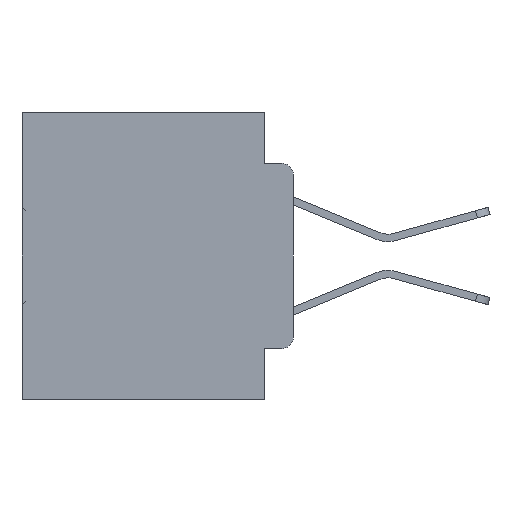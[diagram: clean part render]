
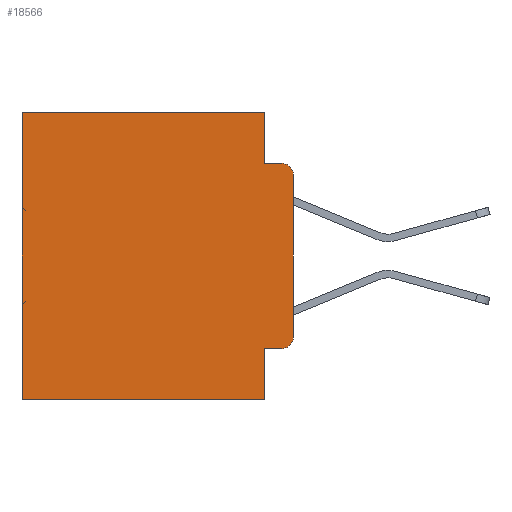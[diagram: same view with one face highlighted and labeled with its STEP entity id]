
A CAD part, left-side view. The second image highlights one B-rep face of the part: STEP entity #18566.
In plain terms, the highlighted planar face has unit normal (-1, 0, 0).
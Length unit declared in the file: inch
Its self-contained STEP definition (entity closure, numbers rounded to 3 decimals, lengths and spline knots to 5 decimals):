
#75 = CARTESIAN_POINT ( 'NONE',  ( 0.298, 0.051, -0.5 ) ) ;
#92 = ORIENTED_EDGE ( 'NONE', *, *, #8933, .T. ) ;
#149 = EDGE_CURVE ( 'NONE', #33867, #489, #27454, .T. ) ;
#218 = CARTESIAN_POINT ( 'NONE',  ( 0.298, 0.473, -0.5 ) ) ;
#489 = VERTEX_POINT ( 'NONE', #218 ) ;
#558 = ORIENTED_EDGE ( 'NONE', *, *, #29743, .F. ) ;
#1349 = EDGE_CURVE ( 'NONE', #7440, #489, #27802, .T. ) ;
#1807 = DIRECTION ( 'NONE',  ( 0., 1., 0. ) ) ;
#3003 = CARTESIAN_POINT ( 'NONE',  ( 0.298, 0.051, -0.0885 ) ) ;
#3256 = ORIENTED_EDGE ( 'NONE', *, *, #24271, .T. ) ;
#3274 = EDGE_CURVE ( 'NONE', #33277, #26426, #18793, .T. ) ;
#3509 = CARTESIAN_POINT ( 'NONE',  ( 0.298, 0.02, -0.1085 ) ) ;
#5181 = EDGE_CURVE ( 'NONE', #26426, #17633, #26680, .T. ) ;
#5296 = DIRECTION ( 'NONE',  ( 0., 0., -1. ) ) ;
#5494 = LINE ( 'NONE', #22316, #34595 ) ;
#5625 = VECTOR ( 'NONE', #1807, 39.37008 ) ;
#5832 = DIRECTION ( 'NONE',  ( 0., 1., 0. ) ) ;
#6003 = PLANE ( 'NONE',  #7019 ) ;
#6212 = DIRECTION ( 'NONE',  ( 0., 0., -1. ) ) ;
#6340 = DIRECTION ( 'NONE',  ( 0., 0., -1. ) ) ;
#6367 = VERTEX_POINT ( 'NONE', #19984 ) ;
#7019 = AXIS2_PLACEMENT_3D ( 'NONE', #30547, #30656, #14377 ) ;
#7440 = VERTEX_POINT ( 'NONE', #19687 ) ;
#8212 = DIRECTION ( 'NONE',  ( 0., -1., 0. ) ) ;
#8933 = EDGE_CURVE ( 'NONE', #6367, #17633, #13057, .T. ) ;
#10442 = CARTESIAN_POINT ( 'NONE',  ( 0.298, 0.02, -0.0885 ) ) ;
#10567 = EDGE_LOOP ( 'NONE', ( #21391, #92, #22256, #32019, #18411, #13733, #29017, #558, #22688, #3256 ) ) ;
#11393 = VECTOR ( 'NONE', #12725, 39.37008 ) ;
#12431 = VECTOR ( 'NONE', #33490, 39.37008 ) ;
#12553 = CARTESIAN_POINT ( 'NONE',  ( 0.298, 0.051, -0.0885 ) ) ;
#12658 = EDGE_CURVE ( 'NONE', #6367, #14487, #26843, .T. ) ;
#12725 = DIRECTION ( 'NONE',  ( 0., -1., 0. ) ) ;
#13049 = CARTESIAN_POINT ( 'NONE',  ( 0.298, 0., -0.3915 ) ) ;
#13057 = CIRCLE ( 'NONE', #28823, 0.02 ) ;
#13733 = ORIENTED_EDGE ( 'NONE', *, *, #1349, .T. ) ;
#14093 = DIRECTION ( 'NONE',  ( -1., 0., 0. ) ) ;
#14377 = DIRECTION ( 'NONE',  ( 0., 0., -1. ) ) ;
#14457 = CARTESIAN_POINT ( 'NONE',  ( 0.298, 0., 0. ) ) ;
#14487 = VERTEX_POINT ( 'NONE', #13049 ) ;
#15062 = FACE_OUTER_BOUND ( 'NONE', #10567, .T. ) ;
#15086 = VECTOR ( 'NONE', #8212, 39.37008 ) ;
#15233 = VERTEX_POINT ( 'NONE', #27252 ) ;
#17315 = VECTOR ( 'NONE', #6212, 39.37008 ) ;
#17633 = VERTEX_POINT ( 'NONE', #10442 ) ;
#18411 = ORIENTED_EDGE ( 'NONE', *, *, #26758, .T. ) ;
#18566 = ADVANCED_FACE ( 'NONE', ( #15062 ), #6003, .F. ) ;
#18793 = LINE ( 'NONE', #24332, #32402 ) ;
#19687 = CARTESIAN_POINT ( 'NONE',  ( 0.298, 0.473, 0. ) ) ;
#19984 = CARTESIAN_POINT ( 'NONE',  ( 0.298, 0., -0.1085 ) ) ;
#20227 = CARTESIAN_POINT ( 'NONE',  ( 0.298, 0.473, 0. ) ) ;
#21391 = ORIENTED_EDGE ( 'NONE', *, *, #12658, .F. ) ;
#22256 = ORIENTED_EDGE ( 'NONE', *, *, #5181, .F. ) ;
#22316 = CARTESIAN_POINT ( 'NONE',  ( 0.298, 0., 0. ) ) ;
#22338 = CARTESIAN_POINT ( 'NONE',  ( 0.298, 0.051, 0. ) ) ;
#22353 = LINE ( 'NONE', #30070, #15086 ) ;
#22688 = ORIENTED_EDGE ( 'NONE', *, *, #26051, .T. ) ;
#22796 = DIRECTION ( 'NONE',  ( 0., 0., -1. ) ) ;
#22802 = DIRECTION ( 'NONE',  ( -1., 0., 0. ) ) ;
#24271 = EDGE_CURVE ( 'NONE', #15233, #14487, #31392, .T. ) ;
#24332 = CARTESIAN_POINT ( 'NONE',  ( 0.298, 0.051, 0. ) ) ;
#24527 = LINE ( 'NONE', #25379, #17315 ) ;
#25379 = CARTESIAN_POINT ( 'NONE',  ( 0.298, 0.051, 0. ) ) ;
#25841 = CARTESIAN_POINT ( 'NONE',  ( 0.298, 0., -0.5 ) ) ;
#26051 = EDGE_CURVE ( 'NONE', #31011, #15233, #22353, .T. ) ;
#26426 = VERTEX_POINT ( 'NONE', #12553 ) ;
#26680 = LINE ( 'NONE', #3003, #11393 ) ;
#26758 = EDGE_CURVE ( 'NONE', #33277, #7440, #5494, .T. ) ;
#26843 = LINE ( 'NONE', #14457, #12431 ) ;
#27252 = CARTESIAN_POINT ( 'NONE',  ( 0.298, 0.02, -0.4115 ) ) ;
#27454 = LINE ( 'NONE', #25841, #5625 ) ;
#27802 = LINE ( 'NONE', #20227, #34219 ) ;
#28823 = AXIS2_PLACEMENT_3D ( 'NONE', #3509, #22802, #6340 ) ;
#29017 = ORIENTED_EDGE ( 'NONE', *, *, #149, .F. ) ;
#29602 = AXIS2_PLACEMENT_3D ( 'NONE', #30374, #14093, #33134 ) ;
#29743 = EDGE_CURVE ( 'NONE', #31011, #33867, #24527, .T. ) ;
#30070 = CARTESIAN_POINT ( 'NONE',  ( 0.298, 0.051, -0.4115 ) ) ;
#30374 = CARTESIAN_POINT ( 'NONE',  ( 0.298, 0.02, -0.3915 ) ) ;
#30547 = CARTESIAN_POINT ( 'NONE',  ( 0.298, 0., 0. ) ) ;
#30656 = DIRECTION ( 'NONE',  ( 1., 0., 0. ) ) ;
#31011 = VERTEX_POINT ( 'NONE', #33993 ) ;
#31392 = CIRCLE ( 'NONE', #29602, 0.02 ) ;
#32019 = ORIENTED_EDGE ( 'NONE', *, *, #3274, .F. ) ;
#32402 = VECTOR ( 'NONE', #22796, 39.37008 ) ;
#33134 = DIRECTION ( 'NONE',  ( 0., 0., -1. ) ) ;
#33277 = VERTEX_POINT ( 'NONE', #22338 ) ;
#33490 = DIRECTION ( 'NONE',  ( 0., 0., -1. ) ) ;
#33867 = VERTEX_POINT ( 'NONE', #75 ) ;
#33993 = CARTESIAN_POINT ( 'NONE',  ( 0.298, 0.051, -0.4115 ) ) ;
#34219 = VECTOR ( 'NONE', #5296, 39.37008 ) ;
#34595 = VECTOR ( 'NONE', #5832, 39.37008 ) ;
